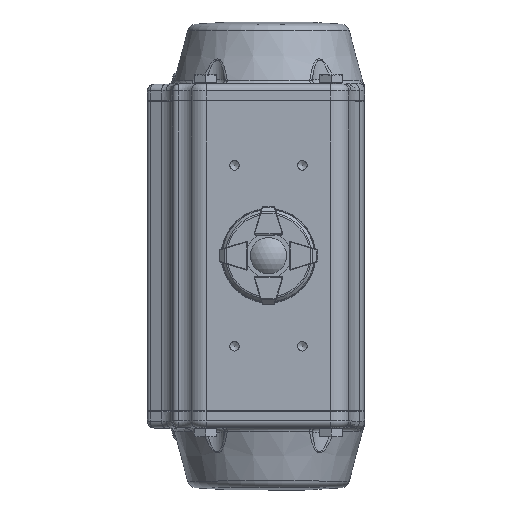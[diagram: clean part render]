
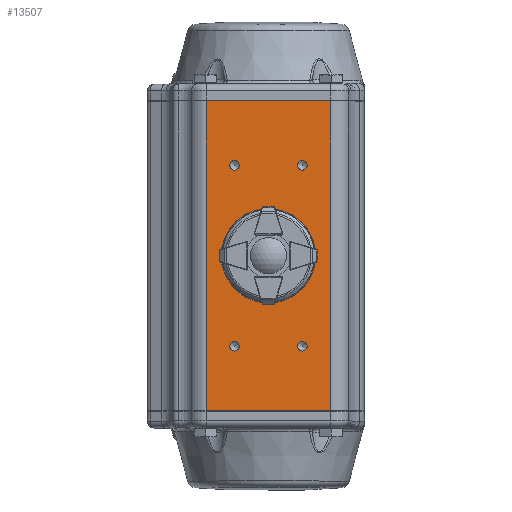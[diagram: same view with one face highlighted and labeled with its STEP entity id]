
A CAD part, top view. The second image highlights one B-rep face of the part: STEP entity #13507.
In plain terms, the highlighted face is planar.
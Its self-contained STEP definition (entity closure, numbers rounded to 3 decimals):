
#1535=CIRCLE('',#15782,2.1);
#1537=CIRCLE('',#15786,2.1);
#1539=CIRCLE('',#15790,2.1);
#1541=CIRCLE('',#15794,2.1);
#1543=CIRCLE('',#15797,15.8);
#5022=ORIENTED_EDGE('',*,*,#7150,.F.);
#5023=ORIENTED_EDGE('',*,*,#7218,.F.);
#5024=ORIENTED_EDGE('',*,*,#7186,.T.);
#5025=ORIENTED_EDGE('',*,*,#7219,.T.);
#5026=ORIENTED_EDGE('',*,*,#6812,.T.);
#5027=ORIENTED_EDGE('',*,*,#6804,.F.);
#5028=ORIENTED_EDGE('',*,*,#6806,.F.);
#5029=ORIENTED_EDGE('',*,*,#6808,.F.);
#5030=ORIENTED_EDGE('',*,*,#6810,.F.);
#6804=EDGE_CURVE('',#8366,#8366,#1535,.T.);
#6806=EDGE_CURVE('',#8369,#8369,#1537,.T.);
#6808=EDGE_CURVE('',#8372,#8372,#1539,.T.);
#6810=EDGE_CURVE('',#8375,#8375,#1541,.T.);
#6812=EDGE_CURVE('',#8377,#8377,#1543,.T.);
#7150=EDGE_CURVE('',#8586,#8587,#9381,.T.);
#7186=EDGE_CURVE('',#8623,#8622,#9396,.T.);
#7218=EDGE_CURVE('',#8623,#8586,#9411,.T.);
#7219=EDGE_CURVE('',#8622,#8587,#9412,.T.);
#8366=VERTEX_POINT('',#26076);
#8369=VERTEX_POINT('',#26083);
#8372=VERTEX_POINT('',#26090);
#8375=VERTEX_POINT('',#26097);
#8377=VERTEX_POINT('',#26102);
#8586=VERTEX_POINT('',#28711);
#8587=VERTEX_POINT('',#28713);
#8622=VERTEX_POINT('',#28784);
#8623=VERTEX_POINT('',#28786);
#9381=LINE('',#28712,#10159);
#9396=LINE('',#28785,#10174);
#9411=LINE('',#28848,#10189);
#9412=LINE('',#28850,#10190);
#10159=VECTOR('',#19372,1000.);
#10174=VECTOR('',#19431,1000.);
#10189=VECTOR('',#19488,1000.);
#10190=VECTOR('',#19491,1000.);
#11260=EDGE_LOOP('',(#5022,#5023,#5024,#5025));
#11261=EDGE_LOOP('',(#5026));
#11262=EDGE_LOOP('',(#5027));
#11263=EDGE_LOOP('',(#5028));
#11264=EDGE_LOOP('',(#5029));
#11265=EDGE_LOOP('',(#5030));
#12345=FACE_BOUND('',#11260,.T.);
#12346=FACE_BOUND('',#11261,.T.);
#12347=FACE_BOUND('',#11262,.T.);
#12348=FACE_BOUND('',#11263,.T.);
#12349=FACE_BOUND('',#11264,.T.);
#12350=FACE_BOUND('',#11265,.T.);
#12757=PLANE('',#16158);
#13507=ADVANCED_FACE('',(#12345,#12346,#12347,#12348,#12349,#12350),#12757,
 .T.);
#15782=AXIS2_PLACEMENT_3D('',#26075,#18666,#18667);
#15786=AXIS2_PLACEMENT_3D('',#26082,#18674,#18675);
#15790=AXIS2_PLACEMENT_3D('',#26089,#18682,#18683);
#15794=AXIS2_PLACEMENT_3D('',#26096,#18690,#18691);
#15797=AXIS2_PLACEMENT_3D('',#26101,#18696,#18697);
#16158=AXIS2_PLACEMENT_3D('',#28984,#19629,#19630);
#18666=DIRECTION('',(0.,1.,0.));
#18667=DIRECTION('',(0.,0.,1.));
#18674=DIRECTION('',(0.,1.,0.));
#18675=DIRECTION('',(0.,0.,1.));
#18682=DIRECTION('',(0.,1.,0.));
#18683=DIRECTION('',(0.,0.,1.));
#18690=DIRECTION('',(0.,1.,0.));
#18691=DIRECTION('',(0.,0.,1.));
#18696=DIRECTION('',(0.,-1.,0.));
#18697=DIRECTION('',(-1.,0.,0.));
#19372=DIRECTION('',(1.,0.,0.));
#19431=DIRECTION('',(1.,0.,0.));
#19488=DIRECTION('',(0.,0.,-1.));
#19491=DIRECTION('',(0.,0.,-1.));
#19629=DIRECTION('',(0.,1.,0.));
#19630=DIRECTION('',(1.,0.,0.));
#26075=CARTESIAN_POINT('',(15.,51.,40.));
#26076=CARTESIAN_POINT('',(15.,51.,42.1));
#26082=CARTESIAN_POINT('',(-15.,51.,40.));
#26083=CARTESIAN_POINT('',(-15.,51.,42.1));
#26089=CARTESIAN_POINT('',(15.,51.,-40.));
#26090=CARTESIAN_POINT('',(15.,51.,-37.9));
#26096=CARTESIAN_POINT('',(-15.,51.,-40.));
#26097=CARTESIAN_POINT('',(-15.,51.,-37.9));
#26101=CARTESIAN_POINT('',(0.,51.,0.));
#26102=CARTESIAN_POINT('',(-15.8,51.,0.));
#28711=CARTESIAN_POINT('',(-27.474,51.,-68.5));
#28712=CARTESIAN_POINT('',(-27.474,51.,-68.5));
#28713=CARTESIAN_POINT('',(27.474,51.,-68.5));
#28784=CARTESIAN_POINT('',(27.474,51.,68.5));
#28785=CARTESIAN_POINT('',(-27.474,51.,68.5));
#28786=CARTESIAN_POINT('',(-27.474,51.,68.5));
#28848=CARTESIAN_POINT('',(-27.474,51.,68.5));
#28850=CARTESIAN_POINT('',(27.474,51.,68.5));
#28984=CARTESIAN_POINT('',(-27.474,51.,68.5));
